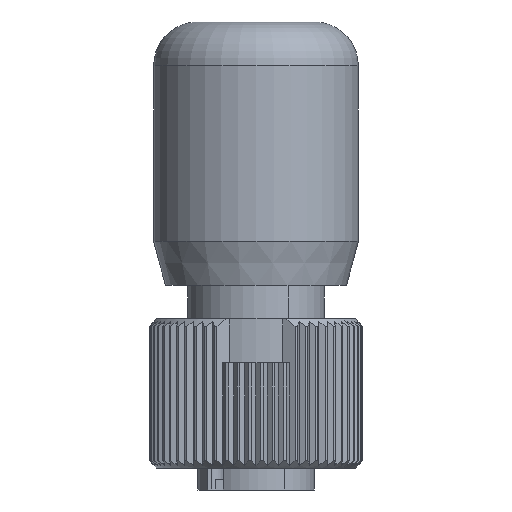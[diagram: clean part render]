
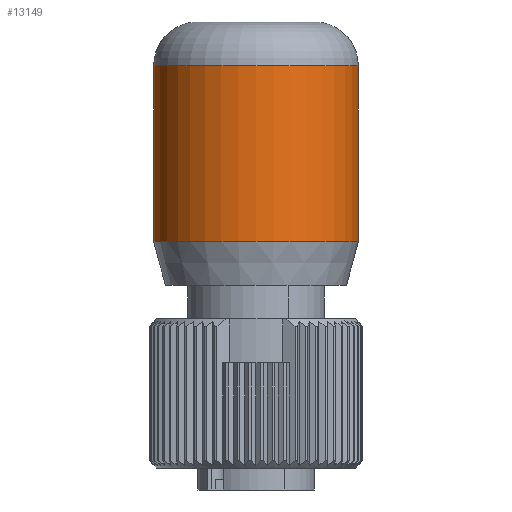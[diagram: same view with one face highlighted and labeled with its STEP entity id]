
A CAD part, front view. The second image highlights one B-rep face of the part: STEP entity #13149.
In plain terms, the highlighted cylindrical face has radius 7 mm (diameter 14 mm), a partial arc.
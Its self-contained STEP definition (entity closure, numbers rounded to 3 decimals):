
#12966=AXIS2_PLACEMENT_3D('Circle Axis2P3D',#12964,#12965,$) ;
#13104=AXIS2_PLACEMENT_3D('Cylinder Axis2P3D',#13101,#13102,#13103) ;
#13140=AXIS2_PLACEMENT_3D('Circle Axis2P3D',#13138,#13139,$) ;
#12961=CARTESIAN_POINT('Vertex',(0.3,7.3,29.)) ;
#12964=CARTESIAN_POINT('Axis2P3D Location',(7.3,7.3,29.)) ;
#12968=CARTESIAN_POINT('Vertex',(14.3,7.3,29.)) ;
#13101=CARTESIAN_POINT('Axis2P3D Location',(7.3,7.3,25.)) ;
#13106=CARTESIAN_POINT('Line Origine',(0.3,7.3,25.)) ;
#13110=CARTESIAN_POINT('Vertex',(0.3,7.3,17.)) ;
#13113=CARTESIAN_POINT('Line Origine',(14.3,7.3,25.)) ;
#13117=CARTESIAN_POINT('Vertex',(14.3,7.3,17.)) ;
#13138=CARTESIAN_POINT('Axis2P3D Location',(7.3,7.3,17.)) ;
#12965=DIRECTION('Axis2P3D Direction',(0.,0.,1.)) ;
#13102=DIRECTION('Axis2P3D Direction',(0.,0.,1.)) ;
#13103=DIRECTION('Axis2P3D XDirection',(1.,0.,0.)) ;
#13107=DIRECTION('Vector Direction',(0.,0.,1.)) ;
#13114=DIRECTION('Vector Direction',(0.,0.,1.)) ;
#13139=DIRECTION('Axis2P3D Direction',(0.,0.,1.)) ;
#13108=VECTOR('Line Direction',#13107,1.) ;
#13115=VECTOR('Line Direction',#13114,1.) ;
#13144=ORIENTED_EDGE('',*,*,#13119,.T.) ;
#13145=ORIENTED_EDGE('',*,*,#12970,.F.) ;
#13146=ORIENTED_EDGE('',*,*,#13112,.F.) ;
#13147=ORIENTED_EDGE('',*,*,#13142,.T.) ;
#13149=ADVANCED_FACE('Hauptk\X2\00F6\X0\rper',(#13148),#13105,.T.) ;
#12967=CIRCLE('generated circle',#12966,7.) ;
#13141=CIRCLE('generated circle',#13140,7.) ;
#13105=CYLINDRICAL_SURFACE('generated cylinder',#13104,7.) ;
#12970=EDGE_CURVE('',#12962,#12969,#12967,.T.) ;
#13112=EDGE_CURVE('',#13111,#12962,#13109,.T.) ;
#13119=EDGE_CURVE('',#13118,#12969,#13116,.T.) ;
#13142=EDGE_CURVE('',#13111,#13118,#13141,.T.) ;
#13143=EDGE_LOOP('',(#13144,#13145,#13146,#13147)) ;
#13148=FACE_OUTER_BOUND('',#13143,.T.) ;
#13109=LINE('Line',#13106,#13108) ;
#13116=LINE('Line',#13113,#13115) ;
#12962=VERTEX_POINT('',#12961) ;
#12969=VERTEX_POINT('',#12968) ;
#13111=VERTEX_POINT('',#13110) ;
#13118=VERTEX_POINT('',#13117) ;
